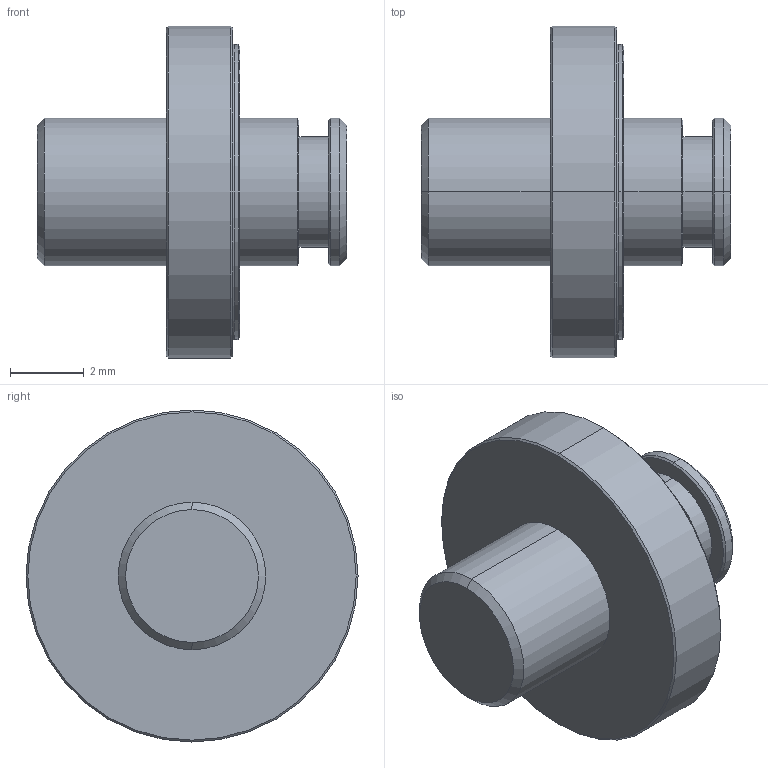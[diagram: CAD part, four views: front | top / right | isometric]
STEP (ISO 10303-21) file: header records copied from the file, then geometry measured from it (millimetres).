
FILE_DESCRIPTION (( 'STEP AP214' ), '1' );
FILE_NAME ('axe_pivot.STEP', '2019-07-30T20:56:49', ( 'Maxime' ), ( '' ), 'SwSTEP 2.0', 'SolidWorks 2013', '' );
FILE_SCHEMA (( 'AUTOMOTIVE_DESIGN' ));
Length unit declared in the file: millimetre
Products named in the file (1): axe_pivot
Bounding box: 8.4 x 9 x 9 mm (x, y, z)
Volume: 200 mm3; surface area: 265.1 mm2
Topology: 1 solids, 1 shells, 35 faces, 68 edges, 40 vertices
Faces by surface type: cone 16, cylinder 12, plane 7
Entity records: 928 total; most frequent: DIRECTION 180, CARTESIAN_POINT 144, ORIENTED_EDGE 136, AXIS2_PLACEMENT_3D 76, EDGE_CURVE 68, CIRCLE 40, VERTEX_POINT 40, EDGE_LOOP 40
